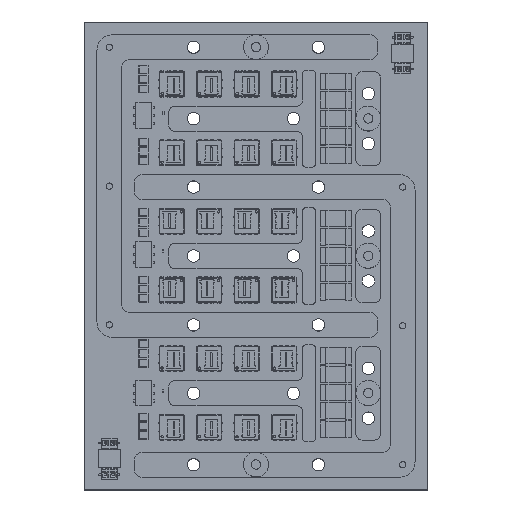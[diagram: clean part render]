
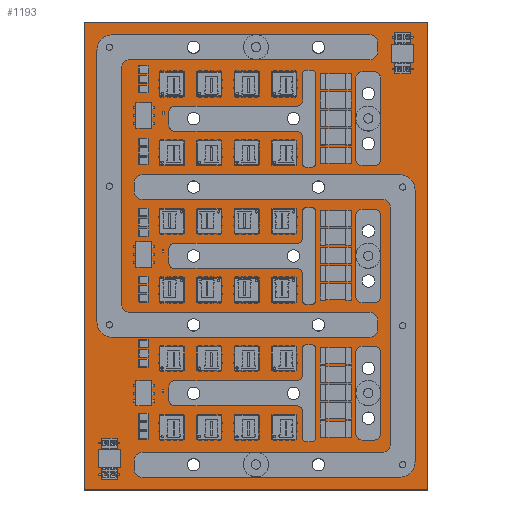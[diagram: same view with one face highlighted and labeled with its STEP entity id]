
A CAD part, top view. The second image highlights one B-rep face of the part: STEP entity #1193.
In plain terms, the highlighted planar face has unit normal (0, 0, 1).
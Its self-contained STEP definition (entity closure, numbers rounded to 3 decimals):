
#344 = VERTEX_POINT('',#345);
#345 = CARTESIAN_POINT('',(0.,0.,2.27));
#351 = EDGE_CURVE('',#344,#352,#354,.T.);
#352 = VERTEX_POINT('',#353);
#353 = CARTESIAN_POINT('',(0.,150.,2.27));
#354 = LINE('',#355,#356);
#355 = CARTESIAN_POINT('',(0.,0.,2.27));
#356 = VECTOR('',#357,1.);
#357 = DIRECTION('',(0.,1.,0.));
#382 = EDGE_CURVE('',#352,#383,#385,.T.);
#383 = VERTEX_POINT('',#384);
#384 = CARTESIAN_POINT('',(110.,150.,2.27));
#385 = LINE('',#386,#387);
#386 = CARTESIAN_POINT('',(0.,150.,2.27));
#387 = VECTOR('',#388,1.);
#388 = DIRECTION('',(1.,0.,0.));
#413 = EDGE_CURVE('',#383,#414,#416,.T.);
#414 = VERTEX_POINT('',#415);
#415 = CARTESIAN_POINT('',(110.,0.,2.27));
#416 = LINE('',#417,#418);
#417 = CARTESIAN_POINT('',(110.,150.,2.27));
#418 = VECTOR('',#419,1.);
#419 = DIRECTION('',(0.,-1.,0.));
#444 = EDGE_CURVE('',#414,#344,#445,.T.);
#445 = LINE('',#446,#447);
#446 = CARTESIAN_POINT('',(110.,0.,2.27));
#447 = VECTOR('',#448,1.);
#448 = DIRECTION('',(-1.,0.,0.));
#468 = VERTEX_POINT('',#469);
#469 = CARTESIAN_POINT('',(37.,31.,2.27));
#475 = EDGE_CURVE('',#468,#468,#476,.T.);
#476 = CIRCLE('',#477,2.);
#477 = AXIS2_PLACEMENT_3D('',#478,#479,#480);
#478 = CARTESIAN_POINT('',(35.,31.,2.27));
#479 = DIRECTION('',(0.,0.,1.));
#480 = DIRECTION('',(1.,0.,-0.));
#501 = VERTEX_POINT('',#502);
#502 = CARTESIAN_POINT('',(37.,53.,2.27));
#508 = EDGE_CURVE('',#501,#501,#509,.T.);
#509 = CIRCLE('',#510,2.);
#510 = AXIS2_PLACEMENT_3D('',#511,#512,#513);
#511 = CARTESIAN_POINT('',(35.,53.,2.27));
#512 = DIRECTION('',(0.,0.,1.));
#513 = DIRECTION('',(1.,0.,-0.));
#534 = VERTEX_POINT('',#535);
#535 = CARTESIAN_POINT('',(37.,8.,2.27));
#541 = EDGE_CURVE('',#534,#534,#542,.T.);
#542 = CIRCLE('',#543,2.);
#543 = AXIS2_PLACEMENT_3D('',#544,#545,#546);
#544 = CARTESIAN_POINT('',(35.,8.,2.27));
#545 = DIRECTION('',(0.,0.,1.));
#546 = DIRECTION('',(1.,0.,-0.));
#567 = VERTEX_POINT('',#568);
#568 = CARTESIAN_POINT('',(69.,75.,2.27));
#574 = EDGE_CURVE('',#567,#567,#575,.T.);
#575 = CIRCLE('',#576,2.);
#576 = AXIS2_PLACEMENT_3D('',#577,#578,#579);
#577 = CARTESIAN_POINT('',(67.,75.,2.27));
#578 = DIRECTION('',(0.,0.,1.));
#579 = DIRECTION('',(1.,0.,-0.));
#600 = VERTEX_POINT('',#601);
#601 = CARTESIAN_POINT('',(69.,31.,2.27));
#607 = EDGE_CURVE('',#600,#600,#608,.T.);
#608 = CIRCLE('',#609,2.);
#609 = AXIS2_PLACEMENT_3D('',#610,#611,#612);
#610 = CARTESIAN_POINT('',(67.,31.,2.27));
#611 = DIRECTION('',(0.,0.,1.));
#612 = DIRECTION('',(1.,0.,-0.));
#633 = VERTEX_POINT('',#634);
#634 = CARTESIAN_POINT('',(37.,75.,2.27));
#640 = EDGE_CURVE('',#633,#633,#641,.T.);
#641 = CIRCLE('',#642,2.);
#642 = AXIS2_PLACEMENT_3D('',#643,#644,#645);
#643 = CARTESIAN_POINT('',(35.,75.,2.27));
#644 = DIRECTION('',(0.,0.,1.));
#645 = DIRECTION('',(1.,0.,-0.));
#666 = VERTEX_POINT('',#667);
#667 = CARTESIAN_POINT('',(37.,97.,2.27));
#673 = EDGE_CURVE('',#666,#666,#674,.T.);
#674 = CIRCLE('',#675,2.);
#675 = AXIS2_PLACEMENT_3D('',#676,#677,#678);
#676 = CARTESIAN_POINT('',(35.,97.,2.27));
#677 = DIRECTION('',(0.,0.,1.));
#678 = DIRECTION('',(1.,0.,-0.));
#699 = VERTEX_POINT('',#700);
#700 = CARTESIAN_POINT('',(37.,119.,2.27));
#706 = EDGE_CURVE('',#699,#699,#707,.T.);
#707 = CIRCLE('',#708,2.);
#708 = AXIS2_PLACEMENT_3D('',#709,#710,#711);
#709 = CARTESIAN_POINT('',(35.,119.,2.27));
#710 = DIRECTION('',(0.,0.,1.));
#711 = DIRECTION('',(1.,0.,-0.));
#732 = VERTEX_POINT('',#733);
#733 = CARTESIAN_POINT('',(37.,142.,2.27));
#739 = EDGE_CURVE('',#732,#732,#740,.T.);
#740 = CIRCLE('',#741,2.);
#741 = AXIS2_PLACEMENT_3D('',#742,#743,#744);
#742 = CARTESIAN_POINT('',(35.,142.,2.27));
#743 = DIRECTION('',(0.,0.,1.));
#744 = DIRECTION('',(1.,0.,-0.));
#765 = VERTEX_POINT('',#766);
#766 = CARTESIAN_POINT('',(69.,119.,2.27));
#772 = EDGE_CURVE('',#765,#765,#773,.T.);
#773 = CIRCLE('',#774,2.);
#774 = AXIS2_PLACEMENT_3D('',#775,#776,#777);
#775 = CARTESIAN_POINT('',(67.,119.,2.27));
#776 = DIRECTION('',(0.,0.,1.));
#777 = DIRECTION('',(1.,0.,-0.));
#798 = VERTEX_POINT('',#799);
#799 = CARTESIAN_POINT('',(77.,8.,2.27));
#805 = EDGE_CURVE('',#798,#798,#806,.T.);
#806 = CIRCLE('',#807,2.);
#807 = AXIS2_PLACEMENT_3D('',#808,#809,#810);
#808 = CARTESIAN_POINT('',(75.,8.,2.27));
#809 = DIRECTION('',(0.,0.,1.));
#810 = DIRECTION('',(1.,0.,-0.));
#831 = VERTEX_POINT('',#832);
#832 = CARTESIAN_POINT('',(77.,53.,2.27));
#838 = EDGE_CURVE('',#831,#831,#839,.T.);
#839 = CIRCLE('',#840,2.);
#840 = AXIS2_PLACEMENT_3D('',#841,#842,#843);
#841 = CARTESIAN_POINT('',(75.,53.,2.27));
#842 = DIRECTION('',(0.,0.,1.));
#843 = DIRECTION('',(1.,0.,-0.));
#864 = VERTEX_POINT('',#865);
#865 = CARTESIAN_POINT('',(93.,23.,2.27));
#871 = EDGE_CURVE('',#864,#864,#872,.T.);
#872 = CIRCLE('',#873,2.);
#873 = AXIS2_PLACEMENT_3D('',#874,#875,#876);
#874 = CARTESIAN_POINT('',(91.,23.,2.27));
#875 = DIRECTION('',(0.,0.,1.));
#876 = DIRECTION('',(1.,0.,-0.));
#897 = VERTEX_POINT('',#898);
#898 = CARTESIAN_POINT('',(93.,67.,2.27));
#904 = EDGE_CURVE('',#897,#897,#905,.T.);
#905 = CIRCLE('',#906,2.);
#906 = AXIS2_PLACEMENT_3D('',#907,#908,#909);
#907 = CARTESIAN_POINT('',(91.,67.,2.27));
#908 = DIRECTION('',(0.,0.,1.));
#909 = DIRECTION('',(1.,0.,-0.));
#930 = VERTEX_POINT('',#931);
#931 = CARTESIAN_POINT('',(93.,39.,2.27));
#937 = EDGE_CURVE('',#930,#930,#938,.T.);
#938 = CIRCLE('',#939,2.);
#939 = AXIS2_PLACEMENT_3D('',#940,#941,#942);
#940 = CARTESIAN_POINT('',(91.,39.,2.27));
#941 = DIRECTION('',(0.,0.,1.));
#942 = DIRECTION('',(1.,0.,-0.));
#963 = VERTEX_POINT('',#964);
#964 = CARTESIAN_POINT('',(77.,97.,2.27));
#970 = EDGE_CURVE('',#963,#963,#971,.T.);
#971 = CIRCLE('',#972,2.);
#972 = AXIS2_PLACEMENT_3D('',#973,#974,#975);
#973 = CARTESIAN_POINT('',(75.,97.,2.27));
#974 = DIRECTION('',(0.,0.,1.));
#975 = DIRECTION('',(1.,0.,-0.));
#996 = VERTEX_POINT('',#997);
#997 = CARTESIAN_POINT('',(77.,142.,2.27));
#1003 = EDGE_CURVE('',#996,#996,#1004,.T.);
#1004 = CIRCLE('',#1005,2.);
#1005 = AXIS2_PLACEMENT_3D('',#1006,#1007,#1008);
#1006 = CARTESIAN_POINT('',(75.,142.,2.27));
#1007 = DIRECTION('',(0.,0.,1.));
#1008 = DIRECTION('',(1.,0.,-0.));
#1029 = VERTEX_POINT('',#1030);
#1030 = CARTESIAN_POINT('',(93.,83.,2.27));
#1036 = EDGE_CURVE('',#1029,#1029,#1037,.T.);
#1037 = CIRCLE('',#1038,2.);
#1038 = AXIS2_PLACEMENT_3D('',#1039,#1040,#1041);
#1039 = CARTESIAN_POINT('',(91.,83.,2.27));
#1040 = DIRECTION('',(0.,0.,1.));
#1041 = DIRECTION('',(1.,0.,-0.));
#1062 = VERTEX_POINT('',#1063);
#1063 = CARTESIAN_POINT('',(93.,127.,2.27));
#1069 = EDGE_CURVE('',#1062,#1062,#1070,.T.);
#1070 = CIRCLE('',#1071,2.);
#1071 = AXIS2_PLACEMENT_3D('',#1072,#1073,#1074);
#1072 = CARTESIAN_POINT('',(91.,127.,2.27));
#1073 = DIRECTION('',(0.,0.,1.));
#1074 = DIRECTION('',(1.,0.,-0.));
#1095 = VERTEX_POINT('',#1096);
#1096 = CARTESIAN_POINT('',(93.,111.,2.27));
#1102 = EDGE_CURVE('',#1095,#1095,#1103,.T.);
#1103 = CIRCLE('',#1104,2.);
#1104 = AXIS2_PLACEMENT_3D('',#1105,#1106,#1107);
#1105 = CARTESIAN_POINT('',(91.,111.,2.27));
#1106 = DIRECTION('',(0.,0.,1.));
#1107 = DIRECTION('',(1.,0.,-0.));
#1193 = ADVANCED_FACE('',(#1194,#1200,#1203,#1206,#1209,#1212,#1215,
    #1218,#1221,#1224,#1227,#1230,#1233,#1236,#1239,#1242,#1245,#1248,
    #1251,#1254,#1257),#1260,.F.);
#1194 = FACE_BOUND('',#1195,.F.);
#1195 = EDGE_LOOP('',(#1196,#1197,#1198,#1199));
#1196 = ORIENTED_EDGE('',*,*,#351,.T.);
#1197 = ORIENTED_EDGE('',*,*,#382,.T.);
#1198 = ORIENTED_EDGE('',*,*,#413,.T.);
#1199 = ORIENTED_EDGE('',*,*,#444,.T.);
#1200 = FACE_BOUND('',#1201,.F.);
#1201 = EDGE_LOOP('',(#1202));
#1202 = ORIENTED_EDGE('',*,*,#475,.T.);
#1203 = FACE_BOUND('',#1204,.F.);
#1204 = EDGE_LOOP('',(#1205));
#1205 = ORIENTED_EDGE('',*,*,#508,.T.);
#1206 = FACE_BOUND('',#1207,.F.);
#1207 = EDGE_LOOP('',(#1208));
#1208 = ORIENTED_EDGE('',*,*,#541,.T.);
#1209 = FACE_BOUND('',#1210,.F.);
#1210 = EDGE_LOOP('',(#1211));
#1211 = ORIENTED_EDGE('',*,*,#574,.T.);
#1212 = FACE_BOUND('',#1213,.F.);
#1213 = EDGE_LOOP('',(#1214));
#1214 = ORIENTED_EDGE('',*,*,#607,.T.);
#1215 = FACE_BOUND('',#1216,.F.);
#1216 = EDGE_LOOP('',(#1217));
#1217 = ORIENTED_EDGE('',*,*,#640,.T.);
#1218 = FACE_BOUND('',#1219,.F.);
#1219 = EDGE_LOOP('',(#1220));
#1220 = ORIENTED_EDGE('',*,*,#673,.T.);
#1221 = FACE_BOUND('',#1222,.F.);
#1222 = EDGE_LOOP('',(#1223));
#1223 = ORIENTED_EDGE('',*,*,#706,.T.);
#1224 = FACE_BOUND('',#1225,.F.);
#1225 = EDGE_LOOP('',(#1226));
#1226 = ORIENTED_EDGE('',*,*,#739,.T.);
#1227 = FACE_BOUND('',#1228,.F.);
#1228 = EDGE_LOOP('',(#1229));
#1229 = ORIENTED_EDGE('',*,*,#772,.T.);
#1230 = FACE_BOUND('',#1231,.F.);
#1231 = EDGE_LOOP('',(#1232));
#1232 = ORIENTED_EDGE('',*,*,#805,.T.);
#1233 = FACE_BOUND('',#1234,.F.);
#1234 = EDGE_LOOP('',(#1235));
#1235 = ORIENTED_EDGE('',*,*,#838,.T.);
#1236 = FACE_BOUND('',#1237,.F.);
#1237 = EDGE_LOOP('',(#1238));
#1238 = ORIENTED_EDGE('',*,*,#871,.T.);
#1239 = FACE_BOUND('',#1240,.F.);
#1240 = EDGE_LOOP('',(#1241));
#1241 = ORIENTED_EDGE('',*,*,#904,.T.);
#1242 = FACE_BOUND('',#1243,.F.);
#1243 = EDGE_LOOP('',(#1244));
#1244 = ORIENTED_EDGE('',*,*,#937,.T.);
#1245 = FACE_BOUND('',#1246,.F.);
#1246 = EDGE_LOOP('',(#1247));
#1247 = ORIENTED_EDGE('',*,*,#970,.T.);
#1248 = FACE_BOUND('',#1249,.F.);
#1249 = EDGE_LOOP('',(#1250));
#1250 = ORIENTED_EDGE('',*,*,#1003,.T.);
#1251 = FACE_BOUND('',#1252,.F.);
#1252 = EDGE_LOOP('',(#1253));
#1253 = ORIENTED_EDGE('',*,*,#1036,.T.);
#1254 = FACE_BOUND('',#1255,.F.);
#1255 = EDGE_LOOP('',(#1256));
#1256 = ORIENTED_EDGE('',*,*,#1069,.T.);
#1257 = FACE_BOUND('',#1258,.F.);
#1258 = EDGE_LOOP('',(#1259));
#1259 = ORIENTED_EDGE('',*,*,#1102,.T.);
#1260 = PLANE('',#1261);
#1261 = AXIS2_PLACEMENT_3D('',#1262,#1263,#1264);
#1262 = CARTESIAN_POINT('',(55.,75.,2.27));
#1263 = DIRECTION('',(-0.,-0.,-1.));
#1264 = DIRECTION('',(-1.,0.,0.));
